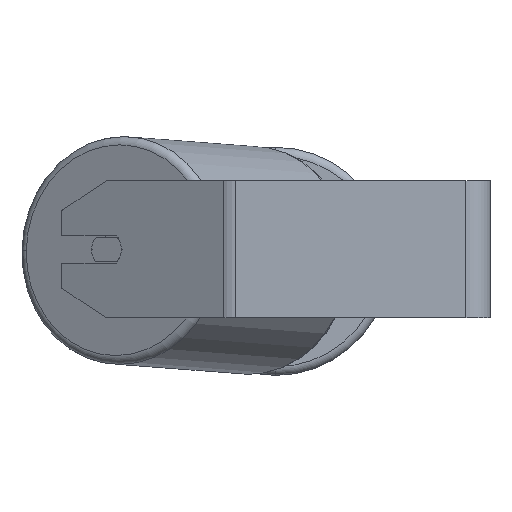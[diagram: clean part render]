
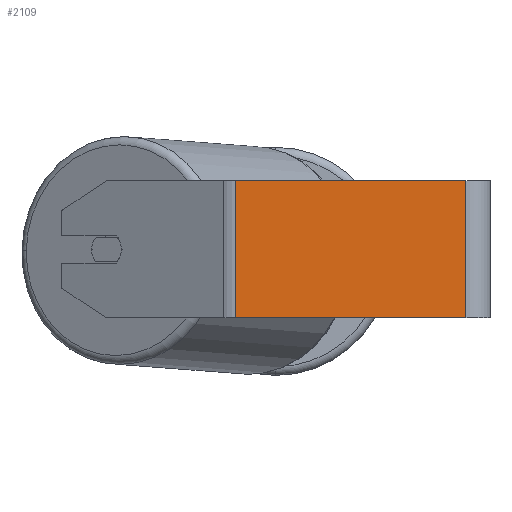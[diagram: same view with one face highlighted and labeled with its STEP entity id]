
A CAD part, left-side view. The second image highlights one B-rep face of the part: STEP entity #2109.
In plain terms, the highlighted planar face has unit normal (-1, 0, 0).
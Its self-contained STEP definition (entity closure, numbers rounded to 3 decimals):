
#1113 = EDGE_CURVE ( 'NONE', #6493, #2776, #7428, .T. ) ;
#1442 = LINE ( 'NONE', #2682, #6434 ) ;
#2055 = ORIENTED_EDGE ( 'NONE', *, *, #8114, .T. ) ;
#2109 = ADVANCED_FACE ( 'NONE', ( #2321 ), #8072, .F. ) ;
#2321 = FACE_OUTER_BOUND ( 'NONE', #4590, .T. ) ;
#2447 = LINE ( 'NONE', #4355, #6188 ) ;
#2682 = CARTESIAN_POINT ( 'NONE',  ( -310., 148.322, 40. ) ) ;
#2776 = VERTEX_POINT ( 'NONE', #4371 ) ;
#2858 = EDGE_CURVE ( 'NONE', #7462, #2776, #2447, .T. ) ;
#3542 = VECTOR ( 'NONE', #8379, 1000. ) ;
#3670 = DIRECTION ( 'NONE',  ( 0., -1., 0. ) ) ;
#3942 = CARTESIAN_POINT ( 'NONE',  ( -310., 152.073, 40. ) ) ;
#4108 = CARTESIAN_POINT ( 'NONE',  ( -310., 148.322, -40. ) ) ;
#4223 = DIRECTION ( 'NONE',  ( 0., 0., -1. ) ) ;
#4355 = CARTESIAN_POINT ( 'NONE',  ( -310., 152.073, -40. ) ) ;
#4371 = CARTESIAN_POINT ( 'NONE',  ( -310., 14., -40. ) ) ;
#4398 = VERTEX_POINT ( 'NONE', #8267 ) ;
#4590 = EDGE_LOOP ( 'NONE', ( #7660, #5780, #6234, #2055 ) ) ;
#4840 = CARTESIAN_POINT ( 'NONE',  ( -310., 152.073, 40. ) ) ;
#5056 = CARTESIAN_POINT ( 'NONE',  ( -310., 14., 40. ) ) ;
#5272 = LINE ( 'NONE', #3942, #3542 ) ;
#5558 = DIRECTION ( 'NONE',  ( 0., 0., -1. ) ) ;
#5780 = ORIENTED_EDGE ( 'NONE', *, *, #1113, .F. ) ;
#6188 = VECTOR ( 'NONE', #3670, 1000. ) ;
#6234 = ORIENTED_EDGE ( 'NONE', *, *, #7325, .F. ) ;
#6434 = VECTOR ( 'NONE', #7116, 1000. ) ;
#6493 = VERTEX_POINT ( 'NONE', #5056 ) ;
#6842 = DIRECTION ( 'NONE',  ( 1., 0., 0. ) ) ;
#6993 = AXIS2_PLACEMENT_3D ( 'NONE', #4840, #6842, #5558 ) ;
#7116 = DIRECTION ( 'NONE',  ( 0., 0., -1. ) ) ;
#7325 = EDGE_CURVE ( 'NONE', #4398, #6493, #5272, .T. ) ;
#7384 = VECTOR ( 'NONE', #4223, 1000. ) ;
#7428 = LINE ( 'NONE', #7464, #7384 ) ;
#7462 = VERTEX_POINT ( 'NONE', #4108 ) ;
#7464 = CARTESIAN_POINT ( 'NONE',  ( -310., 14., 40. ) ) ;
#7660 = ORIENTED_EDGE ( 'NONE', *, *, #2858, .T. ) ;
#8072 = PLANE ( 'NONE',  #6993 ) ;
#8114 = EDGE_CURVE ( 'NONE', #4398, #7462, #1442, .T. ) ;
#8267 = CARTESIAN_POINT ( 'NONE',  ( -310., 148.322, 40. ) ) ;
#8379 = DIRECTION ( 'NONE',  ( 0., -1., 0. ) ) ;
